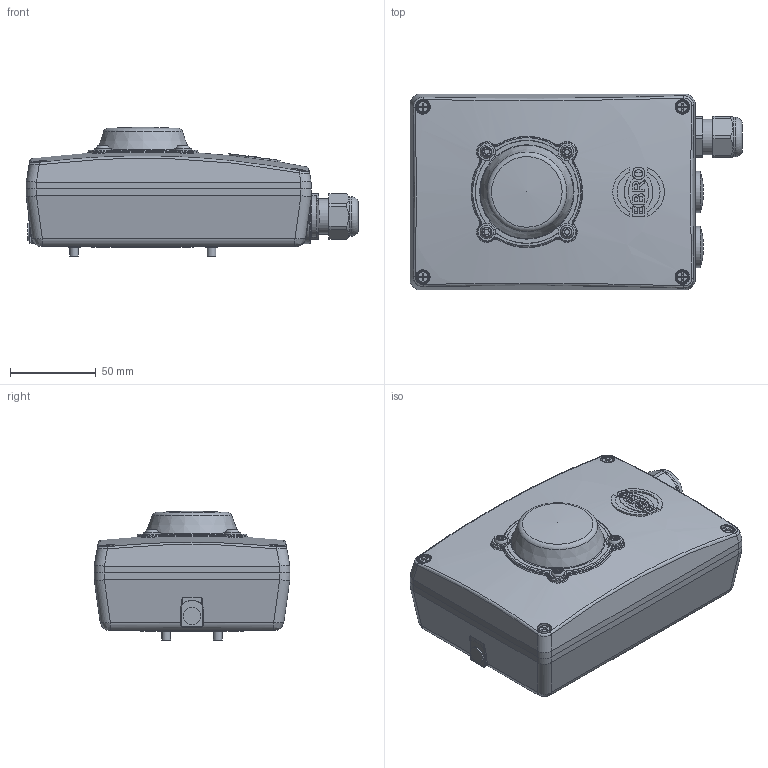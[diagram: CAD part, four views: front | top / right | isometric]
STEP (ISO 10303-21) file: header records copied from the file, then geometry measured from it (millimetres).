
FILE_DESCRIPTION((''),'2;1');
FILE_NAME('SBU.stp','2012-05-31T10:53:32',('hellwig'),(''),'Autodesk Inventor 2011','Autodesk Inventor 2011','');
FILE_SCHEMA(('AUTOMOTIVE_DESIGN { 1 0 10303 214 1 1 1 1 }'));
Length unit declared in the file: millimetre
Products named in the file (1): M20697_Konturvereinfachung_1
Bounding box: 193.2 x 114 x 75.5 mm (x, y, z)
Volume: 292948.2 mm3; surface area: 186078.4 mm2
Topology: 2 solids, 31 shells, 2746 faces, 7046 edges, 4370 vertices
Faces by surface type: plane 1140, cylinder 793, bspline 269, torus 264, cone 198, sphere 82
Full cylindrical faces by diameter (mm): 3.44 x4, 3.6 x4, 4 x9, 5 x8, 5.5 x1, 6 x1, 6.8 x5, 7.8 x2, 8.5 x4, 10 x7, 10.6 x1, 12.3 x1, 12.8 x1, 13.5 x5, 13.7 x1, 14.1 x1, 14.7 x2, 15 x1, 15.8 x1, 16 x7, 17.5 x2, 18.2 x2, 18.376 x4, 20.7 x2, 22 x1, 23 x1, 23.4 x2, 24 x2, 27 x3, 33 x1
Entity records: 93365 total; most frequent: CARTESIAN_POINT 26523, DIRECTION 13376, ORIENTED_EDGE 13198, EDGE_CURVE 6599, AXIS2_PLACEMENT_3D 5212, VERTEX_POINT 4263, EDGE_LOOP 3258, VECTOR 2952
